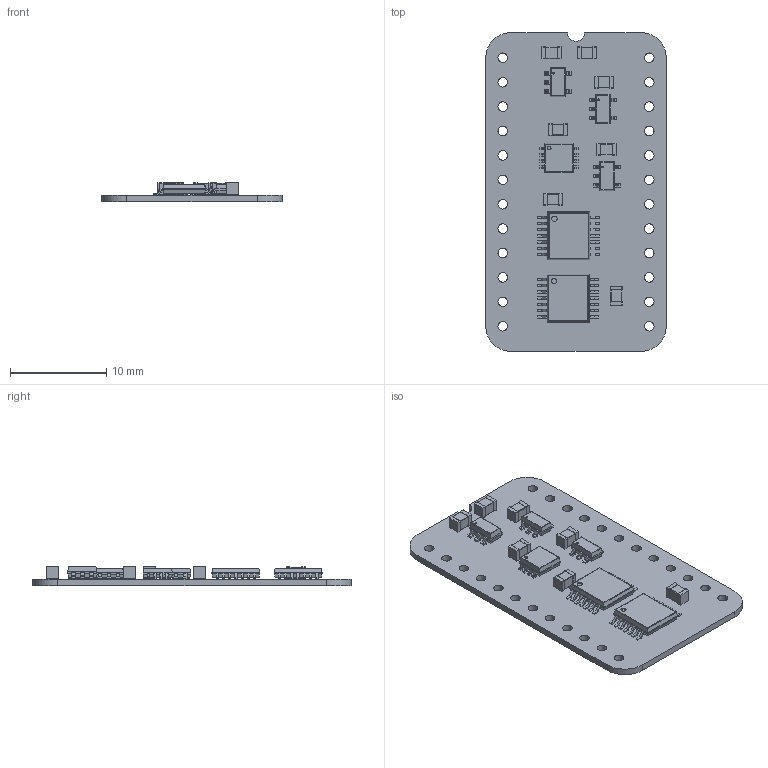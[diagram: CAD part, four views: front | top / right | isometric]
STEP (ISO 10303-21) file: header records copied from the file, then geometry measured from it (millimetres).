
FILE_DESCRIPTION(('KiCad electronic assembly'),'2;1');
FILE_NAME('SD Card Clock.step','2024-07-03T16:15:54',('Pcbnew'),('Kicad' ),'Open CASCADE STEP processor 7.8','KiCad to STEP converter', 'Unknown');
FILE_SCHEMA(('AUTOMOTIVE_DESIGN { 1 0 10303 214 1 1 1 1 }'));
Length unit declared in the file: millimetre
Products named in the file (12): SD Card Clock 1; M74VHC1G126DTT1G; ASSEMBLY; C_0805_2012Metric; AP7365-33WG-7; 74LVC74APW,118; 74LVC2G08DP-Q100H; _autosave-SD Card Clock_PCB
Assembly tree (19 placements, depth 3):
  SD Card Clock 1
    M74VHC1G126DTT1G  x2
      ASSEMBLY
    C_0805_2012Metric  x7
      C_0805_2012Metric
    AP7365-33WG-7
      ASSEMBLY
    74LVC74APW,118  x2
      ASSEMBLY
    74LVC2G08DP-Q100H
      ASSEMBLY
    _autosave-SD Card Clock_PCB
Bounding box: 18.8 x 33.17 x 2.05 mm (x, y, z)
Volume: 506 mm3; surface area: 1659.1 mm2
Topology: 65 solids, 65 shells, 1039 faces, 2571 edges, 1682 vertices
Faces by surface type: plane 719, cylinder 320
Full cylindrical faces by diameter (mm): 0.188 x2, 0.2 x1, 0.375 x1, 0.55 x2, 1 x24
Entity records: 17407 total; most frequent: CARTESIAN_POINT 2938, DIRECTION 2924, ORIENTED_EDGE 2836, EDGE_CURVE 1418, LINE 1104, VECTOR 1104, VERTEX_POINT 924, AXIS2_PLACEMENT_3D 910
